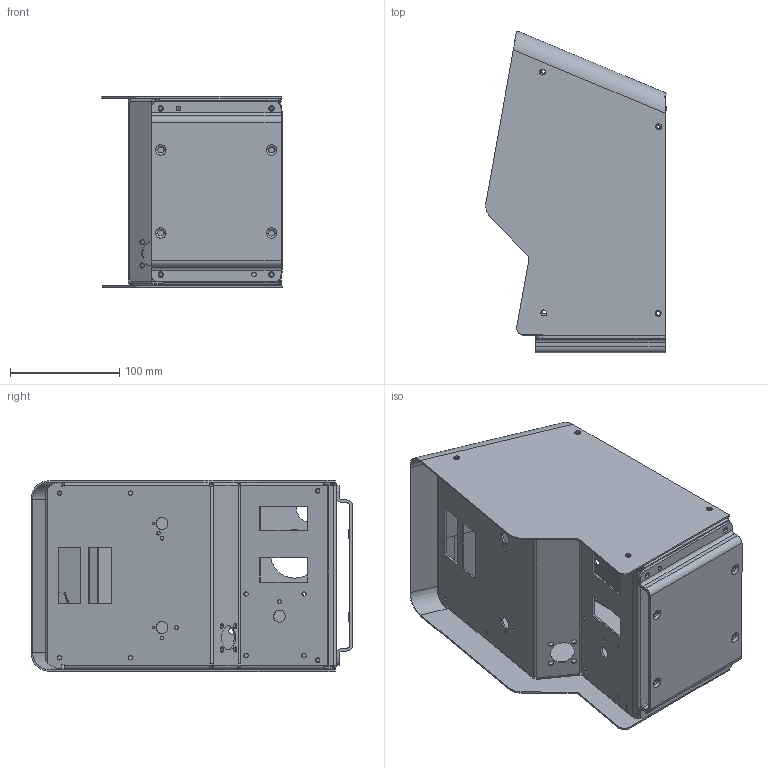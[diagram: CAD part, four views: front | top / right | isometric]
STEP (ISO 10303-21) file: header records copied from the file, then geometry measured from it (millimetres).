
FILE_DESCRIPTION (( 'STEP AP214' ), '1' );
FILE_NAME ('274174 (S-74S and D Feeder - Joined Shell).STEP', '2015-11-16T20:49:40', ( 'ITS' ), ( 'ITW Welding Group' ), 'SwSTEP 2.0', 'SolidWorks 2015', '' );
FILE_SCHEMA (( 'AUTOMOTIVE_DESIGN' ));
Length unit declared in the file: inch
Products named in the file (1): 274174 (S-74S and D Feeder - Joined Shell)
Bounding box: 165.64 x 295.13 x 175.27 mm (x, y, z)
Volume: 381909.4 mm3; surface area: 464255.8 mm2
Topology: 1 solids, 1 shells, 555 faces, 1593 edges, 1039 vertices
Faces by surface type: plane 278, cylinder 245, bspline 24, torus 8
Entity records: 19698 total; most frequent: CARTESIAN_POINT 4590, ORIENTED_EDGE 3186, DIRECTION 3051, EDGE_CURVE 1593, AXIS2_PLACEMENT_3D 1043, VERTEX_POINT 1039, VECTOR 965, LINE 965
